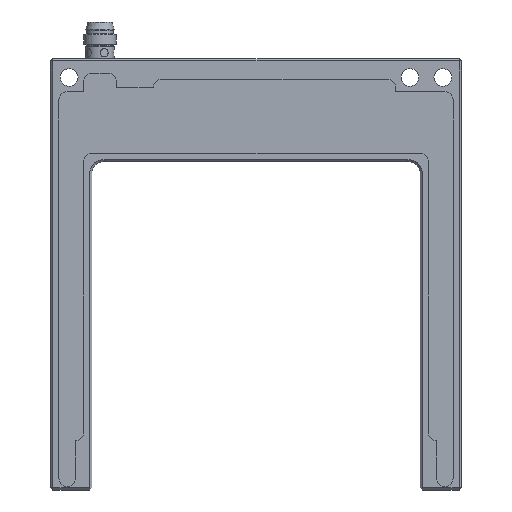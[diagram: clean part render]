
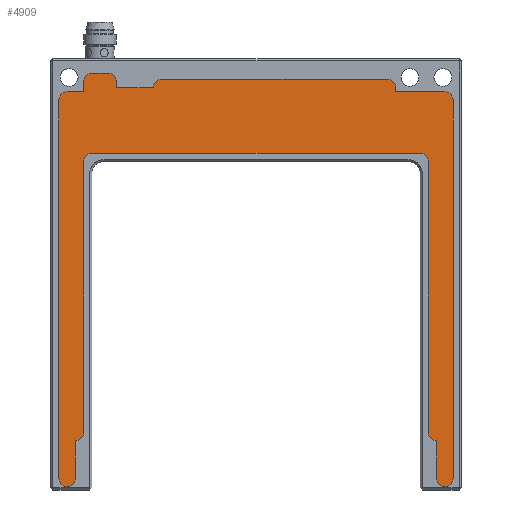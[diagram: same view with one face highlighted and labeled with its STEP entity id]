
A CAD part, top view. The second image highlights one B-rep face of the part: STEP entity #4909.
In plain terms, the highlighted planar face has unit normal (0, 0, 1).
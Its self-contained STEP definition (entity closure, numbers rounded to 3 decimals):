
#329=CIRCLE('',#5297,2.);
#331=CIRCLE('',#5302,2.);
#333=CIRCLE('',#5306,2.);
#335=CIRCLE('',#5310,2.);
#337=CIRCLE('',#5314,2.);
#339=CIRCLE('',#5318,2.);
#341=CIRCLE('',#5322,2.);
#343=CIRCLE('',#5326,2.);
#345=CIRCLE('',#5330,2.);
#347=CIRCLE('',#5335,2.);
#349=CIRCLE('',#5339,2.);
#351=CIRCLE('',#5344,2.);
#654=FACE_OUTER_BOUND('',#985,.T.);
#985=EDGE_LOOP('',(#3903,#3904,#3905,#3906,#3907,#3908,#3909,#3910,#3911,
#3912,#3913,#3914,#3915,#3916,#3917,#3918,#3919,#3920,#3921,#3922,#3923,
#3924,#3925,#3926,#3927,#3928,#3929));
#1407=LINE('',#7866,#1828);
#1410=LINE('',#7872,#1831);
#1414=LINE('',#7884,#1835);
#1418=LINE('',#7896,#1839);
#1422=LINE('',#7908,#1843);
#1426=LINE('',#7920,#1847);
#1430=LINE('',#7932,#1851);
#1434=LINE('',#7944,#1855);
#1438=LINE('',#7956,#1859);
#1442=LINE('',#7968,#1863);
#1445=LINE('',#7974,#1866);
#1449=LINE('',#7986,#1870);
#1453=LINE('',#7998,#1874);
#1456=LINE('',#8004,#1877);
#1460=LINE('',#8014,#1881);
#1828=VECTOR('',#6279,10.);
#1831=VECTOR('',#6284,10.);
#1835=VECTOR('',#6296,10.);
#1839=VECTOR('',#6308,10.);
#1843=VECTOR('',#6320,10.);
#1847=VECTOR('',#6332,10.);
#1851=VECTOR('',#6344,10.);
#1855=VECTOR('',#6356,10.);
#1859=VECTOR('',#6368,10.);
#1863=VECTOR('',#6380,10.);
#1866=VECTOR('',#6385,10.);
#1870=VECTOR('',#6397,10.);
#1874=VECTOR('',#6409,10.);
#1877=VECTOR('',#6414,10.);
#1881=VECTOR('',#6426,10.);
#2215=VERTEX_POINT('',#7857);
#2216=VERTEX_POINT('',#7859);
#2218=VERTEX_POINT('',#7865);
#2220=VERTEX_POINT('',#7871);
#2222=VERTEX_POINT('',#7877);
#2224=VERTEX_POINT('',#7883);
#2226=VERTEX_POINT('',#7889);
#2228=VERTEX_POINT('',#7895);
#2230=VERTEX_POINT('',#7901);
#2232=VERTEX_POINT('',#7907);
#2234=VERTEX_POINT('',#7913);
#2236=VERTEX_POINT('',#7919);
#2238=VERTEX_POINT('',#7925);
#2240=VERTEX_POINT('',#7931);
#2242=VERTEX_POINT('',#7937);
#2244=VERTEX_POINT('',#7943);
#2246=VERTEX_POINT('',#7949);
#2248=VERTEX_POINT('',#7955);
#2250=VERTEX_POINT('',#7961);
#2252=VERTEX_POINT('',#7967);
#2254=VERTEX_POINT('',#7973);
#2256=VERTEX_POINT('',#7979);
#2258=VERTEX_POINT('',#7985);
#2260=VERTEX_POINT('',#7991);
#2262=VERTEX_POINT('',#7997);
#2264=VERTEX_POINT('',#8003);
#2266=VERTEX_POINT('',#8009);
#2790=EDGE_CURVE('',#2216,#2215,#329,.T.);
#2793=EDGE_CURVE('',#2218,#2216,#1407,.T.);
#2796=EDGE_CURVE('',#2220,#2218,#1410,.T.);
#2799=EDGE_CURVE('',#2222,#2220,#331,.T.);
#2802=EDGE_CURVE('',#2224,#2222,#1414,.T.);
#2805=EDGE_CURVE('',#2226,#2224,#333,.T.);
#2808=EDGE_CURVE('',#2228,#2226,#1418,.T.);
#2811=EDGE_CURVE('',#2230,#2228,#335,.T.);
#2814=EDGE_CURVE('',#2232,#2230,#1422,.T.);
#2817=EDGE_CURVE('',#2234,#2232,#337,.T.);
#2820=EDGE_CURVE('',#2236,#2234,#1426,.T.);
#2823=EDGE_CURVE('',#2238,#2236,#339,.T.);
#2826=EDGE_CURVE('',#2240,#2238,#1430,.T.);
#2829=EDGE_CURVE('',#2242,#2240,#341,.T.);
#2832=EDGE_CURVE('',#2244,#2242,#1434,.T.);
#2835=EDGE_CURVE('',#2246,#2244,#343,.T.);
#2838=EDGE_CURVE('',#2248,#2246,#1438,.T.);
#2841=EDGE_CURVE('',#2250,#2248,#345,.T.);
#2844=EDGE_CURVE('',#2252,#2250,#1442,.T.);
#2847=EDGE_CURVE('',#2254,#2252,#1445,.T.);
#2850=EDGE_CURVE('',#2256,#2254,#347,.T.);
#2853=EDGE_CURVE('',#2258,#2256,#1449,.T.);
#2856=EDGE_CURVE('',#2260,#2258,#349,.T.);
#2859=EDGE_CURVE('',#2262,#2260,#1453,.T.);
#2862=EDGE_CURVE('',#2264,#2262,#1456,.T.);
#2865=EDGE_CURVE('',#2266,#2264,#351,.T.);
#2868=EDGE_CURVE('',#2215,#2266,#1460,.T.);
#3903=ORIENTED_EDGE('',*,*,#2868,.T.);
#3904=ORIENTED_EDGE('',*,*,#2865,.T.);
#3905=ORIENTED_EDGE('',*,*,#2862,.T.);
#3906=ORIENTED_EDGE('',*,*,#2859,.T.);
#3907=ORIENTED_EDGE('',*,*,#2856,.T.);
#3908=ORIENTED_EDGE('',*,*,#2853,.T.);
#3909=ORIENTED_EDGE('',*,*,#2850,.T.);
#3910=ORIENTED_EDGE('',*,*,#2847,.T.);
#3911=ORIENTED_EDGE('',*,*,#2844,.T.);
#3912=ORIENTED_EDGE('',*,*,#2841,.T.);
#3913=ORIENTED_EDGE('',*,*,#2838,.T.);
#3914=ORIENTED_EDGE('',*,*,#2835,.T.);
#3915=ORIENTED_EDGE('',*,*,#2832,.T.);
#3916=ORIENTED_EDGE('',*,*,#2829,.T.);
#3917=ORIENTED_EDGE('',*,*,#2826,.T.);
#3918=ORIENTED_EDGE('',*,*,#2823,.T.);
#3919=ORIENTED_EDGE('',*,*,#2820,.T.);
#3920=ORIENTED_EDGE('',*,*,#2817,.T.);
#3921=ORIENTED_EDGE('',*,*,#2814,.T.);
#3922=ORIENTED_EDGE('',*,*,#2811,.T.);
#3923=ORIENTED_EDGE('',*,*,#2808,.T.);
#3924=ORIENTED_EDGE('',*,*,#2805,.T.);
#3925=ORIENTED_EDGE('',*,*,#2802,.T.);
#3926=ORIENTED_EDGE('',*,*,#2799,.T.);
#3927=ORIENTED_EDGE('',*,*,#2796,.T.);
#3928=ORIENTED_EDGE('',*,*,#2793,.T.);
#3929=ORIENTED_EDGE('',*,*,#2790,.T.);
#4676=PLANE('',#5346);
#4909=ADVANCED_FACE('',(#654),#4676,.T.);
#5297=AXIS2_PLACEMENT_3D('',#7860,#6273,#6274);
#5302=AXIS2_PLACEMENT_3D('',#7878,#6290,#6291);
#5306=AXIS2_PLACEMENT_3D('',#7890,#6302,#6303);
#5310=AXIS2_PLACEMENT_3D('',#7902,#6314,#6315);
#5314=AXIS2_PLACEMENT_3D('',#7914,#6326,#6327);
#5318=AXIS2_PLACEMENT_3D('',#7926,#6338,#6339);
#5322=AXIS2_PLACEMENT_3D('',#7938,#6350,#6351);
#5326=AXIS2_PLACEMENT_3D('',#7950,#6362,#6363);
#5330=AXIS2_PLACEMENT_3D('',#7962,#6374,#6375);
#5335=AXIS2_PLACEMENT_3D('',#7980,#6391,#6392);
#5339=AXIS2_PLACEMENT_3D('',#7992,#6403,#6404);
#5344=AXIS2_PLACEMENT_3D('',#8010,#6420,#6421);
#5346=AXIS2_PLACEMENT_3D('',#8015,#6427,#6428);
#6273=DIRECTION('center_axis',(0.,0.,1.));
#6274=DIRECTION('ref_axis',(1.,0.,0.));
#6279=DIRECTION('',(0.,1.,0.));
#6284=DIRECTION('',(-1.,0.,0.));
#6290=DIRECTION('center_axis',(0.,0.,1.));
#6291=DIRECTION('ref_axis',(1.,0.,0.));
#6296=DIRECTION('',(0.,1.,0.));
#6302=DIRECTION('center_axis',(0.,0.,1.));
#6303=DIRECTION('ref_axis',(-1.,0.,0.));
#6308=DIRECTION('',(0.,-1.,0.));
#6314=DIRECTION('center_axis',(0.,0.,1.));
#6315=DIRECTION('ref_axis',(-1.,0.,0.));
#6320=DIRECTION('',(0.,-1.,0.));
#6326=DIRECTION('center_axis',(0.,0.,-1.));
#6327=DIRECTION('ref_axis',(-1.,0.,0.));
#6332=DIRECTION('',(1.,0.,0.));
#6338=DIRECTION('center_axis',(0.,0.,-1.));
#6339=DIRECTION('ref_axis',(0.,-1.,0.));
#6344=DIRECTION('',(0.,1.,0.));
#6350=DIRECTION('center_axis',(0.,0.,1.));
#6351=DIRECTION('ref_axis',(0.,-1.,0.));
#6356=DIRECTION('',(0.,1.,0.));
#6362=DIRECTION('center_axis',(0.,0.,1.));
#6363=DIRECTION('ref_axis',(-1.,0.,0.));
#6368=DIRECTION('',(0.,-1.,0.));
#6374=DIRECTION('center_axis',(0.,0.,1.));
#6375=DIRECTION('ref_axis',(0.,1.,0.));
#6380=DIRECTION('',(-1.,0.,0.));
#6385=DIRECTION('',(0.,-1.,0.));
#6391=DIRECTION('center_axis',(0.,0.,1.));
#6392=DIRECTION('ref_axis',(0.,1.,0.));
#6397=DIRECTION('',(-1.,0.,0.));
#6403=DIRECTION('center_axis',(0.,0.,1.));
#6404=DIRECTION('ref_axis',(1.,0.,0.));
#6409=DIRECTION('',(0.,1.,0.));
#6414=DIRECTION('',(-1.,0.,0.));
#6420=DIRECTION('center_axis',(0.,0.,1.));
#6421=DIRECTION('ref_axis',(0.,1.,0.));
#6426=DIRECTION('',(-1.,0.,0.));
#6427=DIRECTION('center_axis',(0.,0.,1.));
#6428=DIRECTION('ref_axis',(1.,0.,0.));
#7857=CARTESIAN_POINT('',(32.,20.,10.));
#7859=CARTESIAN_POINT('',(34.,18.,10.));
#7860=CARTESIAN_POINT('Origin',(32.,18.,10.));
#7865=CARTESIAN_POINT('',(34.,17.,10.));
#7866=CARTESIAN_POINT('',(34.,17.,10.));
#7871=CARTESIAN_POINT('',(46.,17.,10.));
#7872=CARTESIAN_POINT('',(46.,17.,10.));
#7877=CARTESIAN_POINT('',(48.,15.,10.));
#7878=CARTESIAN_POINT('Origin',(46.,15.,10.));
#7883=CARTESIAN_POINT('',(48.,-77.2,10.));
#7884=CARTESIAN_POINT('',(48.,-77.2,10.));
#7889=CARTESIAN_POINT('',(44.,-77.2,10.));
#7890=CARTESIAN_POINT('Origin',(46.,-77.2,10.));
#7895=CARTESIAN_POINT('',(44.,-68.,10.));
#7896=CARTESIAN_POINT('',(44.,-68.,10.));
#7901=CARTESIAN_POINT('',(42.,-66.,10.));
#7902=CARTESIAN_POINT('Origin',(44.,-66.,10.));
#7907=CARTESIAN_POINT('',(42.,0.,10.));
#7908=CARTESIAN_POINT('',(42.,0.,10.));
#7913=CARTESIAN_POINT('',(40.,2.,10.));
#7914=CARTESIAN_POINT('Origin',(40.,0.,10.));
#7919=CARTESIAN_POINT('',(-40.,2.,10.));
#7920=CARTESIAN_POINT('',(-40.,2.,10.));
#7925=CARTESIAN_POINT('',(-42.,0.,10.));
#7926=CARTESIAN_POINT('Origin',(-40.,0.,
10.));
#7931=CARTESIAN_POINT('',(-42.,-66.,10.));
#7932=CARTESIAN_POINT('',(-42.,-66.,10.));
#7937=CARTESIAN_POINT('',(-44.,-68.,10.));
#7938=CARTESIAN_POINT('Origin',(-44.,-66.,10.));
#7943=CARTESIAN_POINT('',(-44.,-77.2,10.));
#7944=CARTESIAN_POINT('',(-44.,-77.2,10.));
#7949=CARTESIAN_POINT('',(-48.,-77.2,10.));
#7950=CARTESIAN_POINT('Origin',(-46.,-77.2,10.));
#7955=CARTESIAN_POINT('',(-48.,15.,10.));
#7956=CARTESIAN_POINT('',(-48.,15.,10.));
#7961=CARTESIAN_POINT('',(-46.,17.,10.));
#7962=CARTESIAN_POINT('Origin',(-46.,15.,10.));
#7967=CARTESIAN_POINT('',(-42.,17.,10.));
#7968=CARTESIAN_POINT('',(-42.,17.,10.));
#7973=CARTESIAN_POINT('',(-42.,19.5,10.));
#7974=CARTESIAN_POINT('',(-42.,19.5,10.));
#7979=CARTESIAN_POINT('',(-40.,21.5,10.));
#7980=CARTESIAN_POINT('Origin',(-40.,19.5,10.));
#7985=CARTESIAN_POINT('',(-36.,21.5,10.));
#7986=CARTESIAN_POINT('',(-36.,21.5,10.));
#7991=CARTESIAN_POINT('',(-34.,19.5,10.));
#7992=CARTESIAN_POINT('Origin',(-36.,19.5,10.));
#7997=CARTESIAN_POINT('',(-34.,18.,10.));
#7998=CARTESIAN_POINT('',(-34.,18.,10.));
#8003=CARTESIAN_POINT('',(-25.,18.,10.));
#8004=CARTESIAN_POINT('',(-25.,18.,10.));
#8009=CARTESIAN_POINT('',(-23.,20.,10.));
#8010=CARTESIAN_POINT('Origin',(-23.,18.,10.));
#8014=CARTESIAN_POINT('',(32.,20.,10.));
#8015=CARTESIAN_POINT('Origin',(0.,-28.85,
10.));
